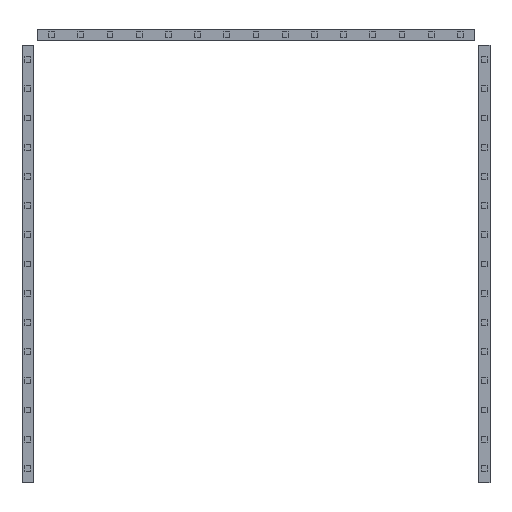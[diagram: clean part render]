
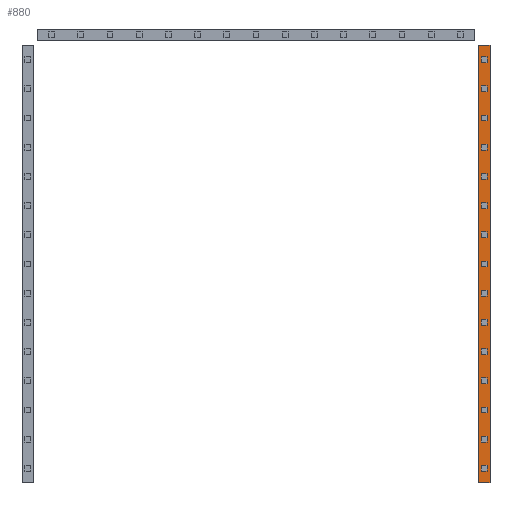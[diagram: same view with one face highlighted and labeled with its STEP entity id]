
A CAD part, top view. The second image highlights one B-rep face of the part: STEP entity #880.
In plain terms, the highlighted planar face has unit normal (0, 0, 1).
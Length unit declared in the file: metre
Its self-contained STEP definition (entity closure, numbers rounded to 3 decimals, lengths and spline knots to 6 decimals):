
#880=ADVANCED_FACE('0:1961',(#1719),#1720,.F.);
#1719=FACE_OUTER_BOUND('',#2769,.T.);
#1720=PLANE('',#2770);
#2769=EDGE_LOOP('',(#4212,#4213,#4214,#4215));
#2770=AXIS2_PLACEMENT_3D('',#4216,#4217,#4218);
#4212=ORIENTED_EDGE('',*,*,#6043,.T.);
#4213=ORIENTED_EDGE('',*,*,#6044,.T.);
#4214=ORIENTED_EDGE('',*,*,#6045,.T.);
#4215=ORIENTED_EDGE('',*,*,#6046,.T.);
#4216=CARTESIAN_POINT('',(0.0,0.0,0.00075));
#4217=DIRECTION('',(0.0,0.0,-1.0));
#4218=DIRECTION('',(-1.0,0.0,0.0));
#6043=EDGE_CURVE('',#7219,#7220,#7221,.T.);
#6044=EDGE_CURVE('',#7220,#7222,#7223,.T.);
#6045=EDGE_CURVE('',#7222,#7224,#7225,.T.);
#6046=EDGE_CURVE('',#7224,#7219,#7226,.T.);
#7219=VERTEX_POINT('',#8844);
#7220=VERTEX_POINT('',#8845);
#7221=LINE('',#8846,#8847);
#7222=VERTEX_POINT('',#8848);
#7223=LINE('',#8849,#8850);
#7224=VERTEX_POINT('',#8851);
#7225=LINE('',#8852,#8853);
#7226=LINE('',#8854,#8855);
#8844=CARTESIAN_POINT('',(0.160313,-0.139071,0.00075));
#8845=CARTESIAN_POINT('',(0.160313,0.160929,0.00075));
#8846=CARTESIAN_POINT('',(0.160313,0.160929,0.00075));
#8847=VECTOR('',#9901,1.0);
#8848=CARTESIAN_POINT('',(0.152313,0.160929,0.00075));
#8849=CARTESIAN_POINT('',(0.160313,0.160929,0.00075));
#8850=VECTOR('',#9902,1.0);
#8851=CARTESIAN_POINT('',(0.152313,-0.139071,0.00075));
#8852=CARTESIAN_POINT('',(0.152313,0.160929,0.00075));
#8853=VECTOR('',#9903,1.0);
#8854=CARTESIAN_POINT('',(0.160313,-0.139071,0.00075));
#8855=VECTOR('',#9904,1.0);
#9901=DIRECTION('',(0.,1.0,-0.0));
#9902=DIRECTION('',(-1.0,0.0,0.0));
#9903=DIRECTION('',(0.,-1.0,0.0));
#9904=DIRECTION('',(1.0,-0.0,-0.0));
